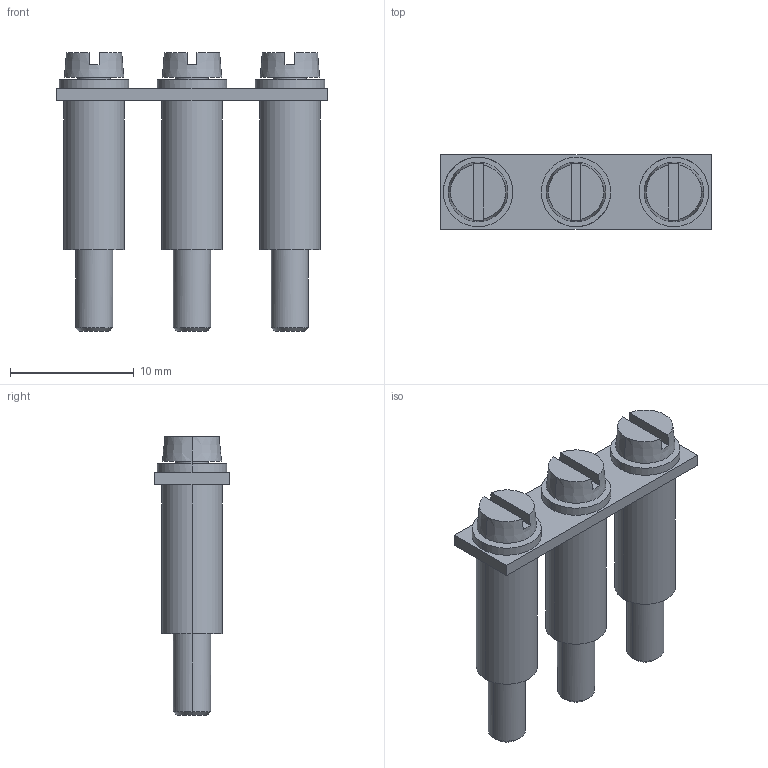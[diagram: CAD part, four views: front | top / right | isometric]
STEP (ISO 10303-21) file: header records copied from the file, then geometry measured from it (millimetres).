
FILE_DESCRIPTION(('CATIA V5 STEP Exchange','CAx-IF Rec.Pracs.--- Model Styling and Organization---1.4--- 2014-01-23'),'2;1');
FILE_NAME ('002010-3_0', '2021-05-07T10:28:53+00:00', ('none'), ('Weidmueller'), 'CATIA Version 5-6 Release 2016 SP3 HF44', 'CATIA V5 STEP AP214', 'none');
FILE_SCHEMA(('AUTOMOTIVE_DESIGN { 1 0 10303 214 1 1 1 1 }'));
Length unit declared in the file: millimetre
Products named in the file (1): 0456800000_Q_3_SAK6N 
Bounding box: 21.8 x 6 x 22.5 mm (x, y, z)
Volume: 1050.9 mm3; surface area: 1685.1 mm2
Topology: 1 solids, 1 shells, 96 faces, 234 edges, 152 vertices
Faces by surface type: plane 42, cylinder 42, cone 12
Entity records: 3013 total; most frequent: CARTESIAN_POINT 814, ORIENTED_EDGE 468, DIRECTION 376, EDGE_CURVE 234, AXIS2_PLACEMENT_3D 184, VERTEX_POINT 152, EDGE_LOOP 114, VECTOR 102
